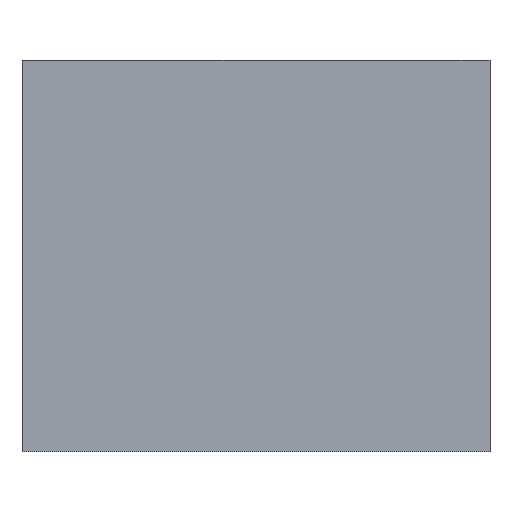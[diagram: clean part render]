
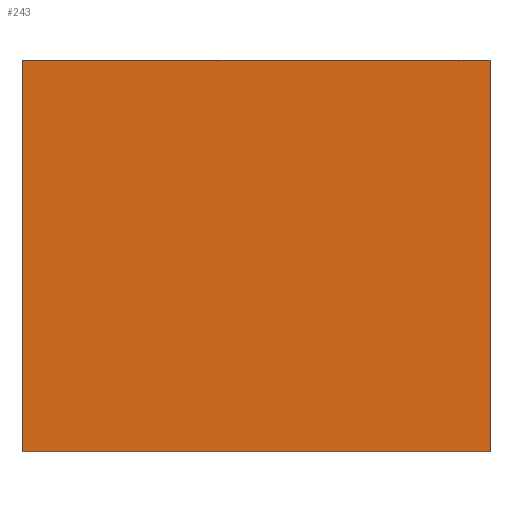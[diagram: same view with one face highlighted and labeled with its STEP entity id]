
A CAD part, top view. The second image highlights one B-rep face of the part: STEP entity #243.
In plain terms, the highlighted planar face has unit normal (0, 0, 1).
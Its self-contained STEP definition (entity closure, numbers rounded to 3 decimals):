
#20=PLANE('',#276);
#31=FACE_OUTER_BOUND('',#49,.T.);
#49=EDGE_LOOP('',(#189,#190,#191,#192,#193,#194,#195,#196));
#70=LINE('',#394,#94);
#71=LINE('',#396,#95);
#72=LINE('',#398,#96);
#73=LINE('',#400,#97);
#74=LINE('',#402,#98);
#75=LINE('',#404,#99);
#76=LINE('',#406,#100);
#77=LINE('',#407,#101);
#94=VECTOR('',#318,10.);
#95=VECTOR('',#319,10.);
#96=VECTOR('',#320,10.);
#97=VECTOR('',#321,10.);
#98=VECTOR('',#322,10.);
#99=VECTOR('',#323,10.);
#100=VECTOR('',#324,10.);
#101=VECTOR('',#325,10.);
#130=VERTEX_POINT('',#392);
#131=VERTEX_POINT('',#393);
#132=VERTEX_POINT('',#395);
#133=VERTEX_POINT('',#397);
#134=VERTEX_POINT('',#399);
#135=VERTEX_POINT('',#401);
#136=VERTEX_POINT('',#403);
#137=VERTEX_POINT('',#405);
#155=EDGE_CURVE('',#130,#131,#70,.T.);
#156=EDGE_CURVE('',#131,#132,#71,.T.);
#157=EDGE_CURVE('',#132,#133,#72,.T.);
#158=EDGE_CURVE('',#133,#134,#73,.T.);
#159=EDGE_CURVE('',#134,#135,#74,.T.);
#160=EDGE_CURVE('',#135,#136,#75,.T.);
#161=EDGE_CURVE('',#136,#137,#76,.T.);
#162=EDGE_CURVE('',#130,#137,#77,.T.);
#189=ORIENTED_EDGE('',*,*,#155,.T.);
#190=ORIENTED_EDGE('',*,*,#156,.T.);
#191=ORIENTED_EDGE('',*,*,#157,.T.);
#192=ORIENTED_EDGE('',*,*,#158,.T.);
#193=ORIENTED_EDGE('',*,*,#159,.T.);
#194=ORIENTED_EDGE('',*,*,#160,.T.);
#195=ORIENTED_EDGE('',*,*,#161,.T.);
#196=ORIENTED_EDGE('',*,*,#162,.F.);
#243=ADVANCED_FACE('',(#31),#20,.T.);
#276=AXIS2_PLACEMENT_3D('',#391,#316,#317);
#316=DIRECTION('center_axis',(0.,0.,1.));
#317=DIRECTION('ref_axis',(-1.,0.,0.));
#318=DIRECTION('',(-1.,0.,0.));
#319=DIRECTION('',(-1.,0.,0.));
#320=DIRECTION('',(0.,-1.,0.));
#321=DIRECTION('',(1.,0.,0.));
#322=DIRECTION('',(0.,1.,0.));
#323=DIRECTION('',(-1.,0.,0.));
#324=DIRECTION('',(-1.,0.,0.));
#325=DIRECTION('',(1.,0.,0.));
#391=CARTESIAN_POINT('Origin',(317.5,-260.,0.));
#392=CARTESIAN_POINT('',(225.,-170.,0.));
#393=CARTESIAN_POINT('',(217.5,-170.,0.));
#394=CARTESIAN_POINT('',(225.,-170.,0.));
#395=CARTESIAN_POINT('',(210.,-170.,0.));
#396=CARTESIAN_POINT('',(225.,-170.,0.));
#397=CARTESIAN_POINT('',(210.,-350.,0.));
#398=CARTESIAN_POINT('',(210.,-170.,0.));
#399=CARTESIAN_POINT('',(425.,-350.,0.));
#400=CARTESIAN_POINT('',(210.,-350.,0.));
#401=CARTESIAN_POINT('',(425.,-170.,0.));
#402=CARTESIAN_POINT('',(425.,-350.,0.));
#403=CARTESIAN_POINT('',(415.,-170.,0.));
#404=CARTESIAN_POINT('',(425.,-170.,0.));
#405=CARTESIAN_POINT('',(405.,-170.,0.));
#406=CARTESIAN_POINT('',(425.,-170.,0.));
#407=CARTESIAN_POINT('',(210.,-170.,0.));
